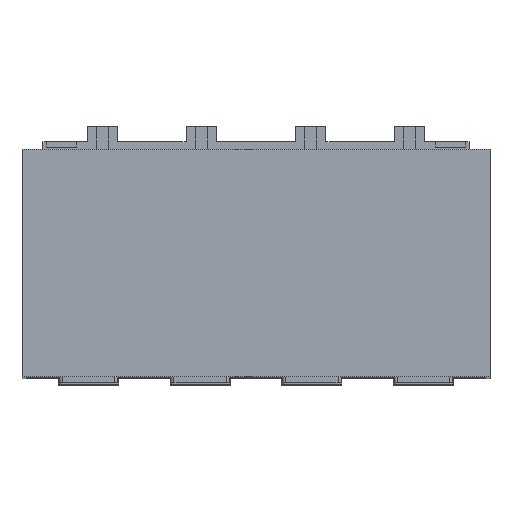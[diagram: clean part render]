
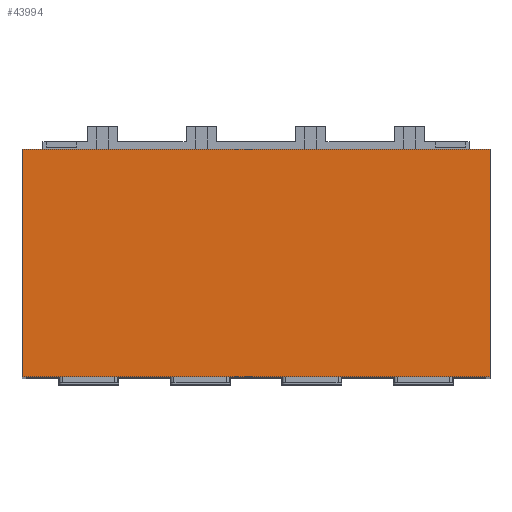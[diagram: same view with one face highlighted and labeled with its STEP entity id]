
A CAD part, top view. The second image highlights one B-rep face of the part: STEP entity #43994.
In plain terms, the highlighted planar face has unit normal (0, 0, 1).
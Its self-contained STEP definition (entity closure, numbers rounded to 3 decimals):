
#1736=PLANE('',#48389);
#5859=LINE('',#73284,#10373);
#5860=LINE('',#73286,#10374);
#5861=LINE('',#73288,#10375);
#5862=LINE('',#73289,#10376);
#10373=VECTOR('',#60584,10.);
#10374=VECTOR('',#60585,10.);
#10375=VECTOR('',#60586,10.);
#10376=VECTOR('',#60587,10.);
#14056=FACE_OUTER_BOUND('',#16681,.T.);
#16681=EDGE_LOOP('',(#40127,#40128,#40129,#40130));
#22325=VERTEX_POINT('',#73282);
#22326=VERTEX_POINT('',#73283);
#22327=VERTEX_POINT('',#73285);
#22328=VERTEX_POINT('',#73287);
#28354=EDGE_CURVE('',#22325,#22326,#5859,.T.);
#28355=EDGE_CURVE('',#22325,#22327,#5860,.T.);
#28356=EDGE_CURVE('',#22327,#22328,#5861,.T.);
#28357=EDGE_CURVE('',#22328,#22326,#5862,.T.);
#40127=ORIENTED_EDGE('',*,*,#28354,.F.);
#40128=ORIENTED_EDGE('',*,*,#28355,.T.);
#40129=ORIENTED_EDGE('',*,*,#28356,.T.);
#40130=ORIENTED_EDGE('',*,*,#28357,.T.);
#43994=ADVANCED_FACE('',(#14056),#1736,.T.);
#48389=AXIS2_PLACEMENT_3D('',#73281,#60582,#60583);
#60582=DIRECTION('center_axis',(0.,0.,1.));
#60583=DIRECTION('ref_axis',(1.,0.,0.));
#60584=DIRECTION('',(-1.,0.,0.));
#60585=DIRECTION('',(0.,1.,0.));
#60586=DIRECTION('',(-1.,0.,0.));
#60587=DIRECTION('',(0.,-1.,0.));
#73281=CARTESIAN_POINT('Origin',(110.,1.429,610.5));
#73282=CARTESIAN_POINT('',(263.803,-73.362,610.5));
#73283=CARTESIAN_POINT('',(-43.803,-73.362,610.5));
#73284=CARTESIAN_POINT('',(-41.097,-73.362,610.5));
#73285=CARTESIAN_POINT('',(263.803,76.219,610.5));
#73286=CARTESIAN_POINT('',(263.803,-73.362,610.5));
#73287=CARTESIAN_POINT('',(-43.803,76.219,610.5));
#73288=CARTESIAN_POINT('',(263.803,76.219,610.5));
#73289=CARTESIAN_POINT('',(-43.803,76.219,610.5));
